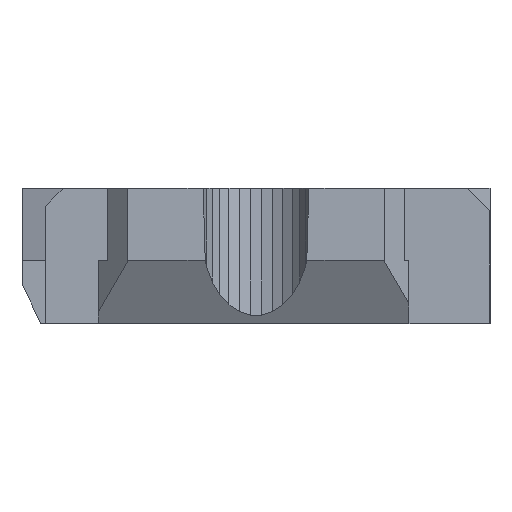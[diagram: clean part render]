
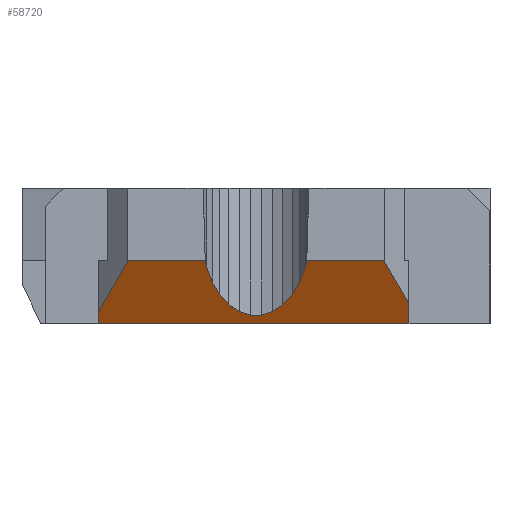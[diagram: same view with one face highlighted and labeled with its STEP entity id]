
A CAD part, front view. The second image highlights one B-rep face of the part: STEP entity #58720.
In plain terms, the highlighted planar face has unit normal (0, -0.866, -0.5).
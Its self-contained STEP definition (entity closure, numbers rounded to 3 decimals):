
#53790 = VERTEX_POINT('',#53791);
#53791 = CARTESIAN_POINT('',(0.5,-10.959,0.));
#53800 = VERTEX_POINT('',#53801);
#53801 = CARTESIAN_POINT('',(0.,-10.959,0.));
#53807 = EDGE_CURVE('',#53790,#53800,#53808,.T.);
#53808 = LINE('',#53809,#53810);
#53809 = CARTESIAN_POINT('',(-37.,-10.959,0.));
#53810 = VECTOR('',#53811,1.);
#53811 = DIRECTION('',(-1.,0.,0.));
#53834 = VERTEX_POINT('',#53835);
#53835 = CARTESIAN_POINT('',(-34.,-10.959,0.));
#53843 = EDGE_CURVE('',#53844,#53834,#53846,.T.);
#53844 = VERTEX_POINT('',#53845);
#53845 = CARTESIAN_POINT('',(-33.,-10.959,0.));
#53846 = LINE('',#53847,#53848);
#53847 = CARTESIAN_POINT('',(-37.,-10.959,0.));
#53848 = VECTOR('',#53849,1.);
#53849 = DIRECTION('',(-1.,0.,0.));
#53873 = EDGE_CURVE('',#53800,#53844,#53874,.T.);
#53874 = LINE('',#53875,#53876);
#53875 = CARTESIAN_POINT('',(-20.,-10.959,0.));
#53876 = VECTOR('',#53877,1.);
#53877 = DIRECTION('',(-1.,0.,0.));
#58701 = VERTEX_POINT('',#58702);
#58702 = CARTESIAN_POINT('',(0.5,-12.215,2.176));
#58708 = EDGE_CURVE('',#53790,#58701,#58709,.T.);
#58709 = LINE('',#58710,#58711);
#58710 = CARTESIAN_POINT('',(0.5,-10.761,-0.342));
#58711 = VECTOR('',#58712,1.);
#58712 = DIRECTION('',(0.,-0.5,0.866));
#58720 = ADVANCED_FACE('',(#58721),#58885,.F.);
#58721 = FACE_BOUND('',#58722,.F.);
#58722 = EDGE_LOOP('',(#58723,#58731,#58732,#58733,#58734,#58735,#58743,
    #58751,#58759,#58767,#58775,#58783,#58791,#58799,#58807,#58815,
    #58823,#58831,#58839,#58847,#58855,#58863,#58871,#58879));
#58723 = ORIENTED_EDGE('',*,*,#58724,.F.);
#58724 = EDGE_CURVE('',#58701,#58725,#58727,.T.);
#58725 = VERTEX_POINT('',#58726);
#58726 = CARTESIAN_POINT('',(-2.243,-14.957,
    6.926));
#58727 = LINE('',#58728,#58729);
#58728 = CARTESIAN_POINT('',(-2.757,-15.472,
    7.818));
#58729 = VECTOR('',#58730,1.);
#58730 = DIRECTION('',(-0.447,-0.447,0.775));
#58731 = ORIENTED_EDGE('',*,*,#58708,.F.);
#58732 = ORIENTED_EDGE('',*,*,#53807,.T.);
#58733 = ORIENTED_EDGE('',*,*,#53873,.T.);
#58734 = ORIENTED_EDGE('',*,*,#53843,.T.);
#58735 = ORIENTED_EDGE('',*,*,#58736,.T.);
#58736 = EDGE_CURVE('',#53834,#58737,#58739,.T.);
#58737 = VERTEX_POINT('',#58738);
#58738 = CARTESIAN_POINT('',(-34.,-11.715,1.31));
#58739 = LINE('',#58740,#58741);
#58740 = CARTESIAN_POINT('',(-34.,-10.761,-0.342));
#58741 = VECTOR('',#58742,1.);
#58742 = DIRECTION('',(0.,-0.5,0.866));
#58743 = ORIENTED_EDGE('',*,*,#58744,.F.);
#58744 = EDGE_CURVE('',#58745,#58737,#58747,.T.);
#58745 = VERTEX_POINT('',#58746);
#58746 = CARTESIAN_POINT('',(-30.757,-14.957,
    6.926));
#58747 = LINE('',#58748,#58749);
#58748 = CARTESIAN_POINT('',(-34.943,-10.772,
    -0.323));
#58749 = VECTOR('',#58750,1.);
#58750 = DIRECTION('',(-0.447,0.447,-0.775));
#58751 = ORIENTED_EDGE('',*,*,#58752,.T.);
#58752 = EDGE_CURVE('',#58745,#58753,#58755,.T.);
#58753 = VERTEX_POINT('',#58754);
#58754 = CARTESIAN_POINT('',(-30.8,-15.,7.));
#58755 = LINE('',#58756,#58757);
#58756 = CARTESIAN_POINT('',(-29.269,-13.469,
    4.348));
#58757 = VECTOR('',#58758,1.);
#58758 = DIRECTION('',(-0.447,-0.447,0.775));
#58759 = ORIENTED_EDGE('',*,*,#58760,.T.);
#58760 = EDGE_CURVE('',#58753,#58761,#58763,.T.);
#58761 = VERTEX_POINT('',#58762);
#58762 = CARTESIAN_POINT('',(-22.143,-15.,7.));
#58763 = LINE('',#58764,#58765);
#58764 = CARTESIAN_POINT('',(-36.5,-15.,7.));
#58765 = VECTOR('',#58766,1.);
#58766 = DIRECTION('',(1.,0.,0.));
#58767 = ORIENTED_EDGE('',*,*,#58768,.T.);
#58768 = EDGE_CURVE('',#58761,#58769,#58771,.T.);
#58769 = VERTEX_POINT('',#58770);
#58770 = CARTESIAN_POINT('',(-21.981,-14.566,
    6.249));
#58771 = LINE('',#58772,#58773);
#58772 = CARTESIAN_POINT('',(-20.577,-10.799,
    -0.276));
#58773 = VECTOR('',#58774,1.);
#58774 = DIRECTION('',(0.183,0.492,-0.851));
#58775 = ORIENTED_EDGE('',*,*,#58776,.T.);
#58776 = EDGE_CURVE('',#58769,#58777,#58779,.T.);
#58777 = VERTEX_POINT('',#58778);
#58778 = CARTESIAN_POINT('',(-21.354,-13.619,
    4.608));
#58779 = LINE('',#58780,#58781);
#58780 = CARTESIAN_POINT('',(-19.92,-11.454,
    0.859));
#58781 = VECTOR('',#58782,1.);
#58782 = DIRECTION('',(0.314,0.475,-0.822));
#58783 = ORIENTED_EDGE('',*,*,#58784,.T.);
#58784 = EDGE_CURVE('',#58777,#58785,#58787,.T.);
#58785 = VERTEX_POINT('',#58786);
#58786 = CARTESIAN_POINT('',(-20.515,-12.807,
    3.201));
#58787 = LINE('',#58788,#58789);
#58788 = CARTESIAN_POINT('',(-19.902,-12.213,
    2.174));
#58789 = VECTOR('',#58790,1.);
#58790 = DIRECTION('',(0.459,0.444,-0.769));
#58791 = ORIENTED_EDGE('',*,*,#58792,.T.);
#58792 = EDGE_CURVE('',#58785,#58793,#58795,.T.);
#58793 = VERTEX_POINT('',#58794);
#58794 = CARTESIAN_POINT('',(-19.5,-12.164,2.088));
#58795 = LINE('',#58796,#58797);
#58796 = CARTESIAN_POINT('',(-20.78,-12.975,
    3.492));
#58797 = VECTOR('',#58798,1.);
#58798 = DIRECTION('',(0.62,0.392,-0.68));
#58799 = ORIENTED_EDGE('',*,*,#58800,.T.);
#58800 = EDGE_CURVE('',#58793,#58801,#58803,.T.);
#58801 = VERTEX_POINT('',#58802);
#58802 = CARTESIAN_POINT('',(-18.354,-11.719,
    1.317));
#58803 = LINE('',#58804,#58805);
#58804 = CARTESIAN_POINT('',(-22.823,-13.454,
    4.321));
#58805 = VECTOR('',#58806,1.);
#58806 = DIRECTION('',(0.79,0.307,-0.531));
#58807 = ORIENTED_EDGE('',*,*,#58808,.T.);
#58808 = EDGE_CURVE('',#58801,#58809,#58811,.T.);
#58809 = VERTEX_POINT('',#58810);
#58810 = CARTESIAN_POINT('',(-17.127,-11.492,
    0.924));
#58811 = LINE('',#58812,#58813);
#58812 = CARTESIAN_POINT('',(-25.769,-13.093,
    3.697));
#58813 = VECTOR('',#58814,1.);
#58814 = DIRECTION('',(0.938,0.174,-0.301));
#58815 = ORIENTED_EDGE('',*,*,#58816,.T.);
#58816 = EDGE_CURVE('',#58809,#58817,#58819,.T.);
#58817 = VERTEX_POINT('',#58818);
#58818 = CARTESIAN_POINT('',(-15.873,-11.492,
    0.924));
#58819 = LINE('',#58820,#58821);
#58820 = CARTESIAN_POINT('',(-27.936,-11.492,
    0.924));
#58821 = VECTOR('',#58822,1.);
#58822 = DIRECTION('',(1.,0.,0.));
#58823 = ORIENTED_EDGE('',*,*,#58824,.T.);
#58824 = EDGE_CURVE('',#58817,#58825,#58827,.T.);
#58825 = VERTEX_POINT('',#58826);
#58826 = CARTESIAN_POINT('',(-14.646,-11.719,
    1.317));
#58827 = LINE('',#58828,#58829);
#58828 = CARTESIAN_POINT('',(-27.329,-9.369,
    -2.753));
#58829 = VECTOR('',#58830,1.);
#58830 = DIRECTION('',(0.938,-0.174,0.301));
#58831 = ORIENTED_EDGE('',*,*,#58832,.T.);
#58832 = EDGE_CURVE('',#58825,#58833,#58835,.T.);
#58833 = VERTEX_POINT('',#58834);
#58834 = CARTESIAN_POINT('',(-13.5,-12.164,2.088));
#58835 = LINE('',#58836,#58837);
#58836 = CARTESIAN_POINT('',(-24.413,-7.928,
    -5.248));
#58837 = VECTOR('',#58838,1.);
#58838 = DIRECTION('',(0.79,-0.307,0.531));
#58839 = ORIENTED_EDGE('',*,*,#58840,.T.);
#58840 = EDGE_CURVE('',#58833,#58841,#58843,.T.);
#58841 = VERTEX_POINT('',#58842);
#58842 = CARTESIAN_POINT('',(-12.485,-12.807,
    3.201));
#58843 = LINE('',#58844,#58845);
#58844 = CARTESIAN_POINT('',(-20.945,-7.448,
    -6.08));
#58845 = VECTOR('',#58846,1.);
#58846 = DIRECTION('',(0.62,-0.392,0.68));
#58847 = ORIENTED_EDGE('',*,*,#58848,.T.);
#58848 = EDGE_CURVE('',#58841,#58849,#58851,.T.);
#58849 = VERTEX_POINT('',#58850);
#58850 = CARTESIAN_POINT('',(-11.646,-13.619,
    4.608));
#58851 = LINE('',#58852,#58853);
#58852 = CARTESIAN_POINT('',(-17.849,-7.614,
    -5.793));
#58853 = VECTOR('',#58854,1.);
#58854 = DIRECTION('',(0.459,-0.444,0.769));
#58855 = ORIENTED_EDGE('',*,*,#58856,.T.);
#58856 = EDGE_CURVE('',#58849,#58857,#58859,.T.);
#58857 = VERTEX_POINT('',#58858);
#58858 = CARTESIAN_POINT('',(-11.019,-14.566,
    6.249));
#58859 = LINE('',#58860,#58861);
#58860 = CARTESIAN_POINT('',(-15.278,-8.135,
    -4.891));
#58861 = VECTOR('',#58862,1.);
#58862 = DIRECTION('',(0.314,-0.475,0.822));
#58863 = ORIENTED_EDGE('',*,*,#58864,.T.);
#58864 = EDGE_CURVE('',#58857,#58865,#58867,.T.);
#58865 = VERTEX_POINT('',#58866);
#58866 = CARTESIAN_POINT('',(-10.857,-15.,7.));
#58867 = LINE('',#58868,#58869);
#58868 = CARTESIAN_POINT('',(-13.143,-8.866,
    -3.625));
#58869 = VECTOR('',#58870,1.);
#58870 = DIRECTION('',(0.183,-0.492,0.851));
#58871 = ORIENTED_EDGE('',*,*,#58872,.T.);
#58872 = EDGE_CURVE('',#58865,#58873,#58875,.T.);
#58873 = VERTEX_POINT('',#58874);
#58874 = CARTESIAN_POINT('',(-2.2,-15.,7.));
#58875 = LINE('',#58876,#58877);
#58876 = CARTESIAN_POINT('',(-36.5,-15.,7.));
#58877 = VECTOR('',#58878,1.);
#58878 = DIRECTION('',(1.,0.,0.));
#58879 = ORIENTED_EDGE('',*,*,#58880,.T.);
#58880 = EDGE_CURVE('',#58873,#58725,#58881,.T.);
#58881 = LINE('',#58882,#58883);
#58882 = CARTESIAN_POINT('',(-8.431,-8.769,
    -3.792));
#58883 = VECTOR('',#58884,1.);
#58884 = DIRECTION('',(-0.447,0.447,-0.775));
#58885 = PLANE('',#58886);
#58886 = AXIS2_PLACEMENT_3D('',#58887,#58888,#58889);
#58887 = CARTESIAN_POINT('',(-40.,-9.804,-2.));
#58888 = DIRECTION('',(0.,0.866,0.5));
#58889 = DIRECTION('',(0.,-0.5,0.866));
